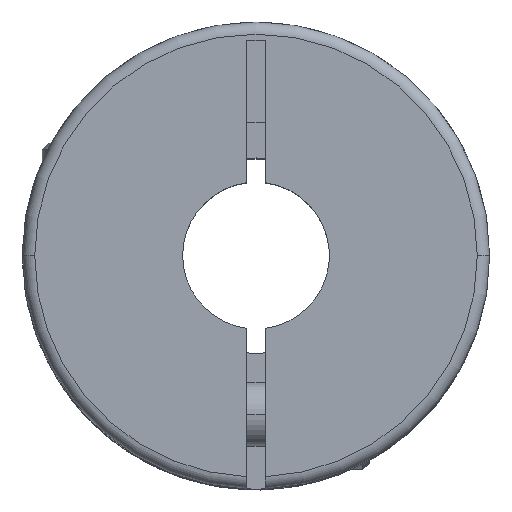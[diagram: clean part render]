
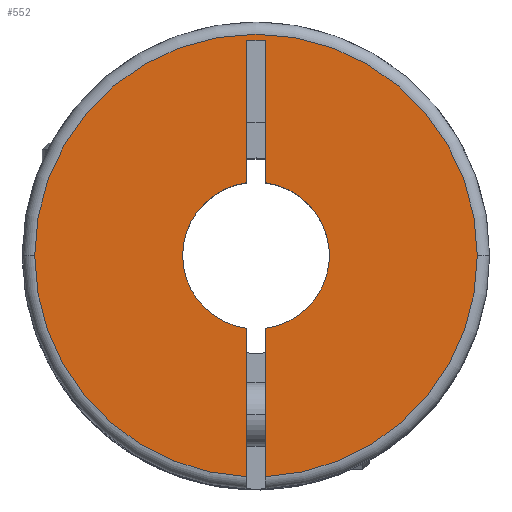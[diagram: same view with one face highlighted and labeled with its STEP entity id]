
A CAD part, top view. The second image highlights one B-rep face of the part: STEP entity #552.
In plain terms, the highlighted planar face has unit normal (0, 0, 1).
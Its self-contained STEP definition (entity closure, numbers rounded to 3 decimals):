
#15 = ORIENTED_EDGE ( 'NONE', *, *, #1833, .T. ) ;
#28 = DIRECTION ( 'NONE',  ( -1., 0., 0. ) ) ;
#90 = CARTESIAN_POINT ( 'NONE',  ( 0., 0., 0. ) ) ;
#110 = DIRECTION ( 'NONE',  ( 0., 0., -1. ) ) ;
#129 = EDGE_CURVE ( 'NONE', #4131, #3001, #839, .T. ) ;
#130 = CARTESIAN_POINT ( 'NONE',  ( -0.375, 8.8, 0. ) ) ;
#141 = VERTEX_POINT ( 'NONE', #2100 ) ;
#169 = DIRECTION ( 'NONE',  ( 0., -1., 0. ) ) ;
#292 = CIRCLE ( 'NONE', #1748, 3. ) ;
#398 = CARTESIAN_POINT ( 'NONE',  ( -0.375, 8.8, 0. ) ) ;
#430 = CIRCLE ( 'NONE', #4029, 3. ) ;
#448 = LINE ( 'NONE', #130, #3517 ) ;
#486 = CARTESIAN_POINT ( 'NONE',  ( 9.05, 0., 0. ) ) ;
#532 = VERTEX_POINT ( 'NONE', #1084 ) ;
#537 = CARTESIAN_POINT ( 'NONE',  ( 0., 0., 0. ) ) ;
#552 = ADVANCED_FACE ( 'NONE', ( #1432 ), #2791, .F. ) ;
#568 = AXIS2_PLACEMENT_3D ( 'NONE', #768, #2869, #4134 ) ;
#628 = CARTESIAN_POINT ( 'NONE',  ( -3., 0., 0. ) ) ;
#663 = DIRECTION ( 'NONE',  ( 0., 0., -1. ) ) ;
#709 = CIRCLE ( 'NONE', #3177, 9.05 ) ;
#768 = CARTESIAN_POINT ( 'NONE',  ( 0., 0., 0. ) ) ;
#780 = CARTESIAN_POINT ( 'NONE',  ( 0.375, -9.55, 0. ) ) ;
#839 = LINE ( 'NONE', #780, #2656 ) ;
#1084 = CARTESIAN_POINT ( 'NONE',  ( 0.375, -2.976, 0. ) ) ;
#1112 = LINE ( 'NONE', #398, #3172 ) ;
#1181 = CIRCLE ( 'NONE', #1328, 3. ) ;
#1196 = ORIENTED_EDGE ( 'NONE', *, *, #129, .F. ) ;
#1299 = CARTESIAN_POINT ( 'NONE',  ( 0., 0., 0. ) ) ;
#1311 = CARTESIAN_POINT ( 'NONE',  ( 0., 0., 0. ) ) ;
#1328 = AXIS2_PLACEMENT_3D ( 'NONE', #1311, #663, #2674 ) ;
#1342 = DIRECTION ( 'NONE',  ( -1., 0., 0. ) ) ;
#1432 = FACE_OUTER_BOUND ( 'NONE', #2262, .T. ) ;
#1481 = VERTEX_POINT ( 'NONE', #2989 ) ;
#1529 = VERTEX_POINT ( 'NONE', #4093 ) ;
#1560 = AXIS2_PLACEMENT_3D ( 'NONE', #1825, #4138, #169 ) ;
#1610 = EDGE_CURVE ( 'NONE', #141, #532, #2868, .T. ) ;
#1632 = ORIENTED_EDGE ( 'NONE', *, *, #3794, .F. ) ;
#1672 = DIRECTION ( 'NONE',  ( -1., 0., 0. ) ) ;
#1686 = ORIENTED_EDGE ( 'NONE', *, *, #2766, .T. ) ;
#1733 = DIRECTION ( 'NONE',  ( -1., 0., 0. ) ) ;
#1748 = AXIS2_PLACEMENT_3D ( 'NONE', #1994, #2015, #1342 ) ;
#1825 = CARTESIAN_POINT ( 'NONE',  ( 0., 0., 0. ) ) ;
#1833 = EDGE_CURVE ( 'NONE', #4131, #532, #1181, .T. ) ;
#1880 = ORIENTED_EDGE ( 'NONE', *, *, #2574, .F. ) ;
#1884 = EDGE_CURVE ( 'NONE', #3115, #4179, #1112, .T. ) ;
#1961 = VERTEX_POINT ( 'NONE', #2371 ) ;
#1994 = CARTESIAN_POINT ( 'NONE',  ( 0., 0., 0. ) ) ;
#2015 = DIRECTION ( 'NONE',  ( 0., 0., -1. ) ) ;
#2100 = CARTESIAN_POINT ( 'NONE',  ( 0.375, -9.042, 0. ) ) ;
#2192 = ORIENTED_EDGE ( 'NONE', *, *, #1884, .F. ) ;
#2206 = VERTEX_POINT ( 'NONE', #628 ) ;
#2208 = CARTESIAN_POINT ( 'NONE',  ( -0.375, -2.976, 0. ) ) ;
#2262 = EDGE_LOOP ( 'NONE', ( #3264, #2192, #1686, #2383, #1632, #3455, #1196, #15, #3285, #1880, #4000 ) ) ;
#2369 = DIRECTION ( 'NONE',  ( 0., 0., -1. ) ) ;
#2371 = CARTESIAN_POINT ( 'NONE',  ( -0.375, 2.976, 0. ) ) ;
#2383 = ORIENTED_EDGE ( 'NONE', *, *, #3681, .T. ) ;
#2400 = AXIS2_PLACEMENT_3D ( 'NONE', #1299, #2369, #1672 ) ;
#2437 = EDGE_CURVE ( 'NONE', #3001, #1481, #3421, .T. ) ;
#2525 = VERTEX_POINT ( 'NONE', #486 ) ;
#2537 = CARTESIAN_POINT ( 'NONE',  ( -0.375, -9.042, 0. ) ) ;
#2558 = DIRECTION ( 'NONE',  ( 0., 1., 0. ) ) ;
#2574 = EDGE_CURVE ( 'NONE', #2525, #141, #3818, .T. ) ;
#2656 = VECTOR ( 'NONE', #2837, 1000. ) ;
#2674 = DIRECTION ( 'NONE',  ( -1., 0., 0. ) ) ;
#2725 = CARTESIAN_POINT ( 'NONE',  ( 0.375, 8.8, 0. ) ) ;
#2735 = EDGE_CURVE ( 'NONE', #1529, #2525, #709, .T. ) ;
#2766 = EDGE_CURVE ( 'NONE', #3115, #2206, #430, .T. ) ;
#2791 = PLANE ( 'NONE',  #1560 ) ;
#2837 = DIRECTION ( 'NONE',  ( 0., 1., 0. ) ) ;
#2868 = LINE ( 'NONE', #3596, #4190 ) ;
#2869 = DIRECTION ( 'NONE',  ( 0., 0., -1. ) ) ;
#2989 = CARTESIAN_POINT ( 'NONE',  ( -0.375, 8.8, 0. ) ) ;
#3001 = VERTEX_POINT ( 'NONE', #3219 ) ;
#3115 = VERTEX_POINT ( 'NONE', #2208 ) ;
#3169 = DIRECTION ( 'NONE',  ( -1., 0., 0. ) ) ;
#3172 = VECTOR ( 'NONE', #4130, 1000. ) ;
#3177 = AXIS2_PLACEMENT_3D ( 'NONE', #537, #3189, #3169 ) ;
#3189 = DIRECTION ( 'NONE',  ( 0., 0., -1. ) ) ;
#3219 = CARTESIAN_POINT ( 'NONE',  ( 0.375, 8.8, 0. ) ) ;
#3264 = ORIENTED_EDGE ( 'NONE', *, *, #3603, .F. ) ;
#3285 = ORIENTED_EDGE ( 'NONE', *, *, #1610, .F. ) ;
#3421 = LINE ( 'NONE', #2725, #3450 ) ;
#3450 = VECTOR ( 'NONE', #1733, 1000. ) ;
#3455 = ORIENTED_EDGE ( 'NONE', *, *, #2437, .F. ) ;
#3517 = VECTOR ( 'NONE', #3764, 1000. ) ;
#3596 = CARTESIAN_POINT ( 'NONE',  ( 0.375, -9.55, 0. ) ) ;
#3603 = EDGE_CURVE ( 'NONE', #4179, #1529, #3672, .T. ) ;
#3672 = CIRCLE ( 'NONE', #2400, 9.05 ) ;
#3681 = EDGE_CURVE ( 'NONE', #2206, #1961, #292, .T. ) ;
#3761 = CARTESIAN_POINT ( 'NONE',  ( 0.375, 2.976, 0. ) ) ;
#3764 = DIRECTION ( 'NONE',  ( 0., -1., 0. ) ) ;
#3794 = EDGE_CURVE ( 'NONE', #1481, #1961, #448, .T. ) ;
#3818 = CIRCLE ( 'NONE', #568, 9.05 ) ;
#4000 = ORIENTED_EDGE ( 'NONE', *, *, #2735, .F. ) ;
#4029 = AXIS2_PLACEMENT_3D ( 'NONE', #90, #110, #28 ) ;
#4093 = CARTESIAN_POINT ( 'NONE',  ( -9.05, 0., 0. ) ) ;
#4130 = DIRECTION ( 'NONE',  ( 0., -1., 0. ) ) ;
#4131 = VERTEX_POINT ( 'NONE', #3761 ) ;
#4134 = DIRECTION ( 'NONE',  ( -1., 0., 0. ) ) ;
#4138 = DIRECTION ( 'NONE',  ( 0., 0., -1. ) ) ;
#4179 = VERTEX_POINT ( 'NONE', #2537 ) ;
#4190 = VECTOR ( 'NONE', #2558, 1000. ) ;
